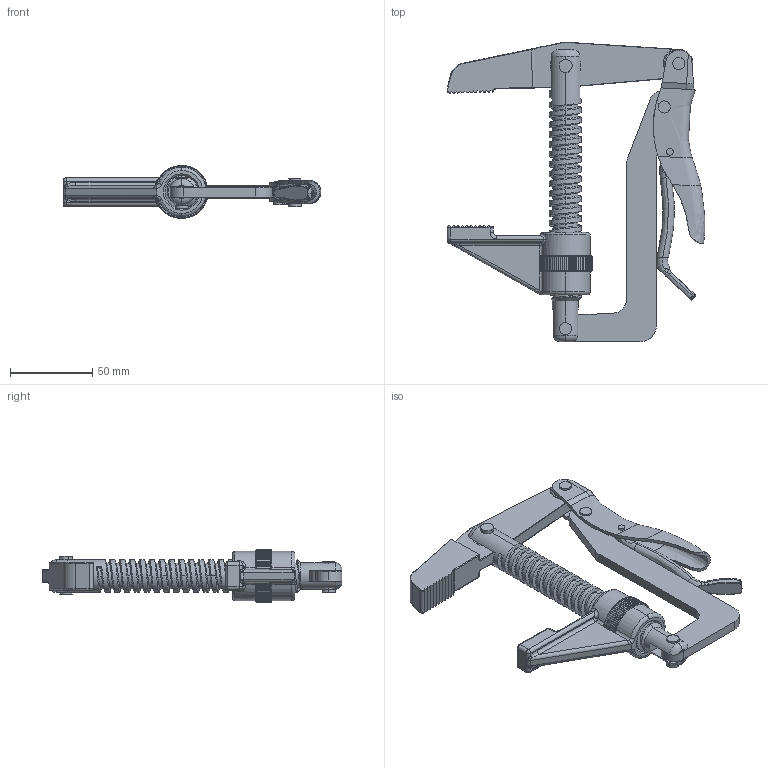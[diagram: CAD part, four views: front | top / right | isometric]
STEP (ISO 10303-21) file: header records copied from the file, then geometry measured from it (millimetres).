
FILE_DESCRIPTION (( 'STEP AP214' ), '1' );
FILE_NAME ('GH-80070.STEP', '2020-02-14T02:43:22', ( 'LinWei' ), ( '' ), 'SwSTEP 2.0', 'SolidWorks 2016', '' );
FILE_SCHEMA (( 'AUTOMOTIVE_DESIGN' ));
Length unit declared in the file: millimetre
Products named in the file (6): 1800105-1^GH-80070(簡化); 2800115-1^GH-80070(簡化); Group4^GH-80070(簡化); Group3^GH-80070(簡化); Group1^GH-80070(簡化); GH-80070
Assembly tree (5 placements, depth 2):
  GH-80070
    Group1^GH-80070(簡化)
    Group3^GH-80070(簡化)
    Group4^GH-80070(簡化)
    2800115-1^GH-80070(簡化)
    1800105-1^GH-80070(簡化)
Bounding box: 157.06 x 182.5 x 32.2 mm (x, y, z)
Volume: 135724.6 mm3; surface area: 62797.5 mm2
Topology: 7 solids, 7 shells, 947 faces, 2602 edges, 1675 vertices
Faces by surface type: cylinder 367, plane 315, bspline 247, cone 12, torus 6
Entity records: 90566 total; most frequent: CARTESIAN_POINT 67945, ORIENTED_EDGE 5188, DIRECTION 3225, EDGE_CURVE 2594, VERTEX_POINT 1675, AXIS2_PLACEMENT_3D 1179, EDGE_LOOP 985, ADVANCED_FACE 947
